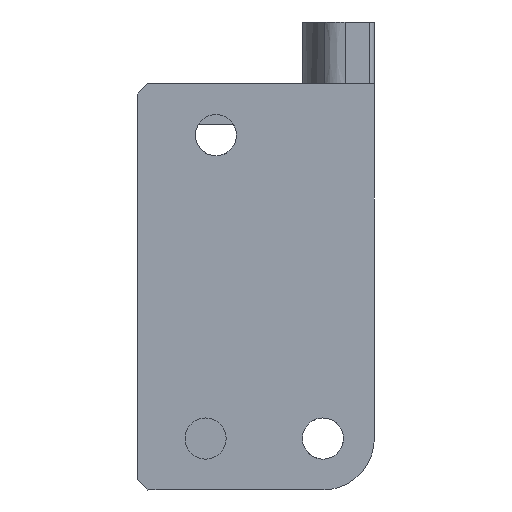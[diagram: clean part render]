
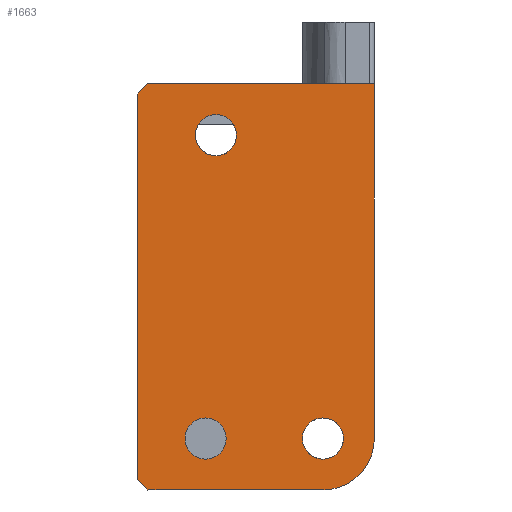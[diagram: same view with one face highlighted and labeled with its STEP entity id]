
A CAD part, left-side view. The second image highlights one B-rep face of the part: STEP entity #1663.
In plain terms, the highlighted planar face has unit normal (-1, 0, 0).
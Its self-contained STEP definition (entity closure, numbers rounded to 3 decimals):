
#36=FACE_BOUND('',#230,.T.);
#37=FACE_BOUND('',#231,.T.);
#38=FACE_BOUND('',#232,.T.);
#84=CIRCLE('',#1774,5.);
#85=CIRCLE('',#1775,2.);
#86=CIRCLE('',#1776,2.);
#87=CIRCLE('',#1777,2.);
#88=CIRCLE('',#1778,2.);
#145=FACE_OUTER_BOUND('',#229,.T.);
#229=EDGE_LOOP('',(#1162,#1163,#1164,#1165,#1166,#1167,#1168));
#230=EDGE_LOOP('',(#1169));
#231=EDGE_LOOP('',(#1170,#1171));
#232=EDGE_LOOP('',(#1172));
#359=LINE('',#2476,#530);
#360=LINE('',#2478,#531);
#361=LINE('',#2480,#532);
#362=LINE('',#2484,#533);
#363=LINE('',#2486,#534);
#364=LINE('',#2487,#535);
#530=VECTOR('',#1981,10.);
#531=VECTOR('',#1982,10.);
#532=VECTOR('',#1983,10.);
#533=VECTOR('',#1986,10.);
#534=VECTOR('',#1987,10.);
#535=VECTOR('',#1988,10.);
#708=VERTEX_POINT('',#2474);
#709=VERTEX_POINT('',#2475);
#710=VERTEX_POINT('',#2477);
#711=VERTEX_POINT('',#2479);
#712=VERTEX_POINT('',#2481);
#713=VERTEX_POINT('',#2483);
#714=VERTEX_POINT('',#2485);
#715=VERTEX_POINT('',#2488);
#716=VERTEX_POINT('',#2490);
#717=VERTEX_POINT('',#2491);
#718=VERTEX_POINT('',#2494);
#888=EDGE_CURVE('',#708,#709,#359,.T.);
#889=EDGE_CURVE('',#710,#708,#360,.T.);
#890=EDGE_CURVE('',#711,#710,#361,.T.);
#891=EDGE_CURVE('',#712,#711,#84,.T.);
#892=EDGE_CURVE('',#713,#712,#362,.T.);
#893=EDGE_CURVE('',#714,#713,#363,.T.);
#894=EDGE_CURVE('',#709,#714,#364,.T.);
#895=EDGE_CURVE('',#715,#715,#85,.T.);
#896=EDGE_CURVE('',#716,#717,#86,.T.);
#897=EDGE_CURVE('',#717,#716,#87,.T.);
#898=EDGE_CURVE('',#718,#718,#88,.T.);
#1162=ORIENTED_EDGE('',*,*,#888,.F.);
#1163=ORIENTED_EDGE('',*,*,#889,.F.);
#1164=ORIENTED_EDGE('',*,*,#890,.F.);
#1165=ORIENTED_EDGE('',*,*,#891,.F.);
#1166=ORIENTED_EDGE('',*,*,#892,.F.);
#1167=ORIENTED_EDGE('',*,*,#893,.F.);
#1168=ORIENTED_EDGE('',*,*,#894,.F.);
#1169=ORIENTED_EDGE('',*,*,#895,.F.);
#1170=ORIENTED_EDGE('',*,*,#896,.F.);
#1171=ORIENTED_EDGE('',*,*,#897,.F.);
#1172=ORIENTED_EDGE('',*,*,#898,.F.);
#1614=PLANE('',#1773);
#1663=ADVANCED_FACE('',(#145,#36,#37,#38),#1614,.T.);
#1773=AXIS2_PLACEMENT_3D('',#2473,#1979,#1980);
#1774=AXIS2_PLACEMENT_3D('',#2482,#1984,#1985);
#1775=AXIS2_PLACEMENT_3D('',#2489,#1989,#1990);
#1776=AXIS2_PLACEMENT_3D('',#2492,#1991,#1992);
#1777=AXIS2_PLACEMENT_3D('',#2493,#1993,#1994);
#1778=AXIS2_PLACEMENT_3D('',#2495,#1995,#1996);
#1979=DIRECTION('center_axis',(-1.,0.,0.));
#1980=DIRECTION('ref_axis',(0.,0.,1.));
#1981=DIRECTION('',(0.,0.,1.));
#1982=DIRECTION('',(0.,0.707,0.707));
#1983=DIRECTION('',(0.,1.,0.));
#1984=DIRECTION('center_axis',(1.,0.,0.));
#1985=DIRECTION('ref_axis',(0.,-1.,0.));
#1986=DIRECTION('',(0.,0.,-1.));
#1987=DIRECTION('',(0.,-1.,0.));
#1988=DIRECTION('',(0.,-0.707,0.707));
#1989=DIRECTION('center_axis',(-1.,0.,0.));
#1990=DIRECTION('ref_axis',(0.,0.,1.));
#1991=DIRECTION('center_axis',(-1.,0.,0.));
#1992=DIRECTION('ref_axis',(0.,-1.,0.));
#1993=DIRECTION('center_axis',(-1.,0.,0.));
#1994=DIRECTION('ref_axis',(0.,-1.,0.));
#1995=DIRECTION('center_axis',(-1.,0.,0.));
#1996=DIRECTION('ref_axis',(0.,0.,
1.));
#2473=CARTESIAN_POINT('Origin',(-2591.854,3009.166,-100.13));
#2474=CARTESIAN_POINT('',(-2591.854,2750.725,-35.483));
#2475=CARTESIAN_POINT('',(-2591.854,2750.725,2.));
#2476=CARTESIAN_POINT('',(-2591.854,2750.725,-58.936));
#2477=CARTESIAN_POINT('',(-2591.854,2749.725,-36.483));
#2478=CARTESIAN_POINT('',(-2591.854,2798.924,12.716));
#2479=CARTESIAN_POINT('',(-2591.854,2732.725,-36.483));
#2480=CARTESIAN_POINT('',(-2591.854,2874.945,-36.483));
#2481=CARTESIAN_POINT('',(-2591.854,2727.725,-31.483));
#2482=CARTESIAN_POINT('Origin',(-2591.854,2732.725,-31.483));
#2483=CARTESIAN_POINT('',(-2591.854,2727.725,3.));
#2484=CARTESIAN_POINT('',(-2591.854,2727.725,-65.806));
#2485=CARTESIAN_POINT('',(-2591.854,2749.725,3.));
#2486=CARTESIAN_POINT('',(-2591.854,2868.633,3.));
#2487=CARTESIAN_POINT('',(-2591.854,2840.618,-87.893));
#2488=CARTESIAN_POINT('',(-2591.854,2744.124,-33.483));
#2489=CARTESIAN_POINT('Origin',(-2591.854,2744.124,-31.483));
#2490=CARTESIAN_POINT('',(-2591.854,2732.725,-29.483));
#2491=CARTESIAN_POINT('',(-2591.854,2734.725,-31.483));
#2492=CARTESIAN_POINT('Origin',(-2591.854,2732.725,-31.483));
#2493=CARTESIAN_POINT('Origin',(-2591.854,2732.725,-31.483));
#2494=CARTESIAN_POINT('',(-2591.854,2743.122,-4.));
#2495=CARTESIAN_POINT('Origin',(-2591.854,2743.122,-2.));
